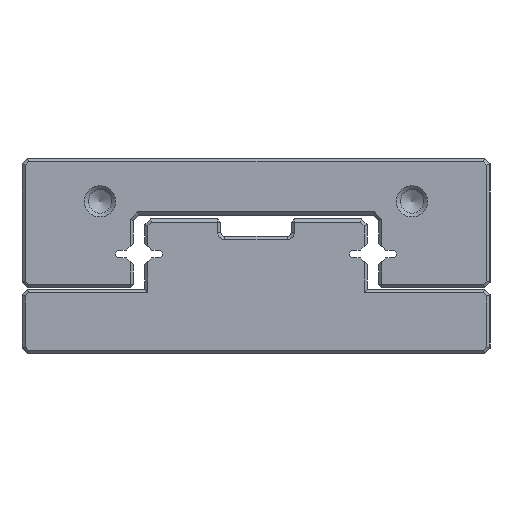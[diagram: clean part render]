
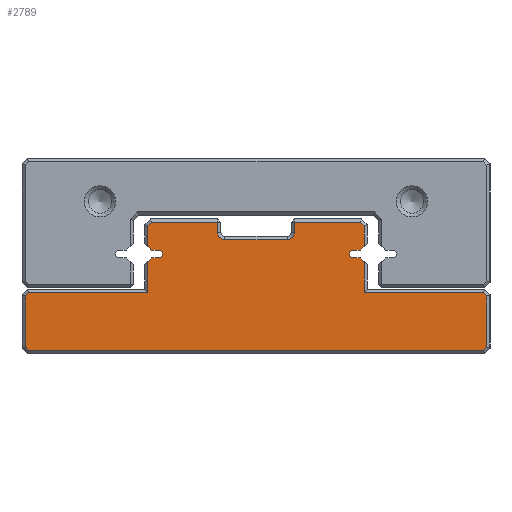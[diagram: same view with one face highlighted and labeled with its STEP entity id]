
A CAD part, left-side view. The second image highlights one B-rep face of the part: STEP entity #2789.
In plain terms, the highlighted planar face has unit normal (-1, 0, 0).
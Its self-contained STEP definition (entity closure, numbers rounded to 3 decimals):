
#2179=CIRCLE('',#21959,0.5);
#2185=CIRCLE('',#21979,0.5);
#2193=CIRCLE('',#21993,0.9);
#2194=CIRCLE('',#21994,0.9);
#2789=ADVANCED_FACE('',(#5123),#4180,.T.);
#4180=PLANE('',#21995);
#5123=FACE_OUTER_BOUND('',#5989,.T.);
#5989=EDGE_LOOP('',(#8251,#8252,#8253,#8254,#8255,#8256,#8257,#8258,#8259,
#8260,#8261,#8262,#8263,#8264,#8265,#8266,#8267,#8268,#8269,#8270,#8271,
#8272,#8273,#8274,#8275,#8276,#8277,#8278,#8279,#8280,#8281,#8282));
#8251=ORIENTED_EDGE('',*,*,#15550,.F.);
#8252=ORIENTED_EDGE('',*,*,#15598,.T.);
#8253=ORIENTED_EDGE('',*,*,#15599,.T.);
#8254=ORIENTED_EDGE('',*,*,#15600,.T.);
#8255=ORIENTED_EDGE('',*,*,#15601,.T.);
#8256=ORIENTED_EDGE('',*,*,#15602,.T.);
#8257=ORIENTED_EDGE('',*,*,#15603,.T.);
#8258=ORIENTED_EDGE('',*,*,#15604,.T.);
#8259=ORIENTED_EDGE('',*,*,#15605,.T.);
#8260=ORIENTED_EDGE('',*,*,#15606,.T.);
#8261=ORIENTED_EDGE('',*,*,#15607,.T.);
#8262=ORIENTED_EDGE('',*,*,#15608,.T.);
#8263=ORIENTED_EDGE('',*,*,#15514,.F.);
#8264=ORIENTED_EDGE('',*,*,#15508,.F.);
#8265=ORIENTED_EDGE('',*,*,#15505,.F.);
#8266=ORIENTED_EDGE('',*,*,#15502,.F.);
#8267=ORIENTED_EDGE('',*,*,#15500,.F.);
#8268=ORIENTED_EDGE('',*,*,#15609,.T.);
#8269=ORIENTED_EDGE('',*,*,#15610,.T.);
#8270=ORIENTED_EDGE('',*,*,#15611,.T.);
#8271=ORIENTED_EDGE('',*,*,#15612,.T.);
#8272=ORIENTED_EDGE('',*,*,#15613,.T.);
#8273=ORIENTED_EDGE('',*,*,#15614,.T.);
#8274=ORIENTED_EDGE('',*,*,#15615,.T.);
#8275=ORIENTED_EDGE('',*,*,#15616,.T.);
#8276=ORIENTED_EDGE('',*,*,#15617,.T.);
#8277=ORIENTED_EDGE('',*,*,#15618,.T.);
#8278=ORIENTED_EDGE('',*,*,#15619,.T.);
#8279=ORIENTED_EDGE('',*,*,#15564,.F.);
#8280=ORIENTED_EDGE('',*,*,#15558,.F.);
#8281=ORIENTED_EDGE('',*,*,#15555,.F.);
#8282=ORIENTED_EDGE('',*,*,#15552,.F.);
#13519=VERTEX_POINT('',#29945);
#13520=VERTEX_POINT('',#29947);
#13521=VERTEX_POINT('',#29951);
#13523=VERTEX_POINT('',#29957);
#13525=VERTEX_POINT('',#29963);
#13530=VERTEX_POINT('',#29975);
#13559=VERTEX_POINT('',#30049);
#13560=VERTEX_POINT('',#30051);
#13561=VERTEX_POINT('',#30055);
#13563=VERTEX_POINT('',#30061);
#13565=VERTEX_POINT('',#30067);
#13570=VERTEX_POINT('',#30079);
#13599=VERTEX_POINT('',#30146);
#13600=VERTEX_POINT('',#30148);
#13601=VERTEX_POINT('',#30150);
#13602=VERTEX_POINT('',#30152);
#13603=VERTEX_POINT('',#30154);
#13604=VERTEX_POINT('',#30156);
#13605=VERTEX_POINT('',#30158);
#13606=VERTEX_POINT('',#30160);
#13607=VERTEX_POINT('',#30162);
#13608=VERTEX_POINT('',#30164);
#13609=VERTEX_POINT('',#30167);
#13610=VERTEX_POINT('',#30169);
#13611=VERTEX_POINT('',#30171);
#13612=VERTEX_POINT('',#30173);
#13613=VERTEX_POINT('',#30175);
#13614=VERTEX_POINT('',#30177);
#13615=VERTEX_POINT('',#30179);
#13616=VERTEX_POINT('',#30181);
#13617=VERTEX_POINT('',#30183);
#13618=VERTEX_POINT('',#30185);
#15500=EDGE_CURVE('',#13519,#13520,#18152,.T.);
#15502=EDGE_CURVE('',#13520,#13521,#18154,.T.);
#15505=EDGE_CURVE('',#13521,#13523,#2179,.T.);
#15508=EDGE_CURVE('',#13523,#13525,#18158,.T.);
#15514=EDGE_CURVE('',#13525,#13530,#18164,.T.);
#15550=EDGE_CURVE('',#13559,#13560,#18196,.T.);
#15552=EDGE_CURVE('',#13560,#13561,#18198,.T.);
#15555=EDGE_CURVE('',#13561,#13563,#2185,.T.);
#15558=EDGE_CURVE('',#13563,#13565,#18202,.T.);
#15564=EDGE_CURVE('',#13565,#13570,#18208,.T.);
#15598=EDGE_CURVE('',#13559,#13599,#18236,.T.);
#15599=EDGE_CURVE('',#13599,#13600,#18237,.T.);
#15600=EDGE_CURVE('',#13600,#13601,#18238,.T.);
#15601=EDGE_CURVE('',#13601,#13602,#18239,.T.);
#15602=EDGE_CURVE('',#13602,#13603,#2193,.T.);
#15603=EDGE_CURVE('',#13603,#13604,#18240,.T.);
#15604=EDGE_CURVE('',#13604,#13605,#2194,.T.);
#15605=EDGE_CURVE('',#13605,#13606,#18241,.T.);
#15606=EDGE_CURVE('',#13606,#13607,#18242,.T.);
#15607=EDGE_CURVE('',#13607,#13608,#18243,.T.);
#15608=EDGE_CURVE('',#13608,#13530,#18244,.T.);
#15609=EDGE_CURVE('',#13519,#13609,#18245,.T.);
#15610=EDGE_CURVE('',#13609,#13610,#18246,.T.);
#15611=EDGE_CURVE('',#13610,#13611,#18247,.T.);
#15612=EDGE_CURVE('',#13611,#13612,#18248,.T.);
#15613=EDGE_CURVE('',#13612,#13613,#18249,.T.);
#15614=EDGE_CURVE('',#13613,#13614,#18250,.T.);
#15615=EDGE_CURVE('',#13614,#13615,#18251,.T.);
#15616=EDGE_CURVE('',#13615,#13616,#18252,.T.);
#15617=EDGE_CURVE('',#13616,#13617,#18253,.T.);
#15618=EDGE_CURVE('',#13617,#13618,#18254,.T.);
#15619=EDGE_CURVE('',#13618,#13570,#18255,.T.);
#18152=LINE('',#29946,#20027);
#18154=LINE('',#29950,#20029);
#18158=LINE('',#29962,#20033);
#18164=LINE('',#29974,#20039);
#18196=LINE('',#30050,#20071);
#18198=LINE('',#30054,#20073);
#18202=LINE('',#30066,#20077);
#18208=LINE('',#30078,#20083);
#18236=LINE('',#30145,#20111);
#18237=LINE('',#30147,#20112);
#18238=LINE('',#30149,#20113);
#18239=LINE('',#30151,#20114);
#18240=LINE('',#30155,#20115);
#18241=LINE('',#30159,#20116);
#18242=LINE('',#30161,#20117);
#18243=LINE('',#30163,#20118);
#18244=LINE('',#30165,#20119);
#18245=LINE('',#30166,#20120);
#18246=LINE('',#30168,#20121);
#18247=LINE('',#30170,#20122);
#18248=LINE('',#30172,#20123);
#18249=LINE('',#30174,#20124);
#18250=LINE('',#30176,#20125);
#18251=LINE('',#30178,#20126);
#18252=LINE('',#30180,#20127);
#18253=LINE('',#30182,#20128);
#18254=LINE('',#30184,#20129);
#18255=LINE('',#30186,#20130);
#20027=VECTOR('',#24031,1.);
#20029=VECTOR('',#24035,1.);
#20033=VECTOR('',#24047,1.);
#20039=VECTOR('',#24055,1.);
#20071=VECTOR('',#24115,1.);
#20073=VECTOR('',#24119,1.);
#20077=VECTOR('',#24131,1.);
#20083=VECTOR('',#24139,1.);
#20111=VECTOR('',#24187,1.);
#20112=VECTOR('',#24188,1.);
#20113=VECTOR('',#24189,1.);
#20114=VECTOR('',#24190,1.);
#20115=VECTOR('',#24193,1.);
#20116=VECTOR('',#24196,1.);
#20117=VECTOR('',#24197,1.);
#20118=VECTOR('',#24198,1.);
#20119=VECTOR('',#24199,1.);
#20120=VECTOR('',#24200,1.);
#20121=VECTOR('',#24201,1.);
#20122=VECTOR('',#24202,1.);
#20123=VECTOR('',#24203,1.);
#20124=VECTOR('',#24204,1.);
#20125=VECTOR('',#24205,1.);
#20126=VECTOR('',#24206,1.);
#20127=VECTOR('',#24207,1.);
#20128=VECTOR('',#24208,1.);
#20129=VECTOR('',#24209,1.);
#20130=VECTOR('',#24210,1.);
#21959=AXIS2_PLACEMENT_3D('',#29956,#24040,#24041);
#21979=AXIS2_PLACEMENT_3D('',#30060,#24124,#24125);
#21993=AXIS2_PLACEMENT_3D('',#30153,#24191,#24192);
#21994=AXIS2_PLACEMENT_3D('',#30157,#24194,#24195);
#21995=AXIS2_PLACEMENT_3D('',#30187,#24211,#24212);
#24031=DIRECTION('',(0.,-0.707,0.707));
#24035=DIRECTION('',(0.,-1.,0.));
#24040=DIRECTION('',(-1.,0.,0.));
#24041=DIRECTION('',(0.,1.,0.));
#24047=DIRECTION('',(0.,1.,0.));
#24055=DIRECTION('',(0.,0.707,0.707));
#24115=DIRECTION('',(0.,0.707,-0.707));
#24119=DIRECTION('',(0.,1.,0.));
#24124=DIRECTION('',(-1.,0.,0.));
#24125=DIRECTION('',(0.,1.,0.));
#24131=DIRECTION('',(0.,-1.,0.));
#24139=DIRECTION('',(0.,-0.707,-0.707));
#24187=DIRECTION('',(0.,0.,1.));
#24188=DIRECTION('',(0.,0.707,0.707));
#24189=DIRECTION('',(0.,1.,0.));
#24190=DIRECTION('',(0.,0.,-1.));
#24191=DIRECTION('',(1.,0.,0.));
#24192=DIRECTION('',(0.,0.,1.));
#24193=DIRECTION('',(0.,1.,0.));
#24194=DIRECTION('',(1.,0.,0.));
#24195=DIRECTION('',(0.,0.,1.));
#24196=DIRECTION('',(0.,0.,1.));
#24197=DIRECTION('',(0.,1.,0.));
#24198=DIRECTION('',(0.,0.707,-0.707));
#24199=DIRECTION('',(0.,0.,-1.));
#24200=DIRECTION('',(0.,0.,-1.));
#24201=DIRECTION('',(0.,1.,0.));
#24202=DIRECTION('',(0.,0.707,-0.707));
#24203=DIRECTION('',(0.,0.,-1.));
#24204=DIRECTION('',(0.,-0.707,-0.707));
#24205=DIRECTION('',(0.,-1.,0.));
#24206=DIRECTION('',(0.,-0.707,0.707));
#24207=DIRECTION('',(0.,0.,1.));
#24208=DIRECTION('',(0.,0.707,0.707));
#24209=DIRECTION('',(0.,1.,0.));
#24210=DIRECTION('',(0.,0.,1.));
#24211=DIRECTION('',(-1.,0.,0.));
#24212=DIRECTION('',(0.,0.,1.));
#29945=CARTESIAN_POINT('',(80.,43.85,11.779));
#29946=CARTESIAN_POINT('',(80.,44.25,11.379));
#29947=CARTESIAN_POINT('',(80.,43.379,12.25));
#29950=CARTESIAN_POINT('',(80.,43.379,12.25));
#29951=CARTESIAN_POINT('',(80.,42.5,12.25));
#29956=CARTESIAN_POINT('',(80.,42.5,12.75));
#29957=CARTESIAN_POINT('',(80.,42.5,13.25));
#29962=CARTESIAN_POINT('',(80.,42.5,13.25));
#29963=CARTESIAN_POINT('',(80.,43.379,13.25));
#29974=CARTESIAN_POINT('',(80.,43.379,13.25));
#29975=CARTESIAN_POINT('',(80.,43.85,13.721));
#30049=CARTESIAN_POINT('',(80.,16.15,13.721));
#30050=CARTESIAN_POINT('',(80.,15.75,14.121));
#30051=CARTESIAN_POINT('',(80.,16.621,13.25));
#30054=CARTESIAN_POINT('',(80.,16.621,13.25));
#30055=CARTESIAN_POINT('',(80.,17.5,13.25));
#30060=CARTESIAN_POINT('',(80.,17.5,12.75));
#30061=CARTESIAN_POINT('',(80.,17.5,12.25));
#30066=CARTESIAN_POINT('',(80.,17.5,12.25));
#30067=CARTESIAN_POINT('',(80.,16.621,12.25));
#30078=CARTESIAN_POINT('',(80.,16.621,12.25));
#30079=CARTESIAN_POINT('',(80.,16.15,11.779));
#30145=CARTESIAN_POINT('',(80.,16.15,16.55));
#30146=CARTESIAN_POINT('',(80.,16.15,16.384));
#30147=CARTESIAN_POINT('',(80.,27.508,27.742));
#30148=CARTESIAN_POINT('',(80.,16.616,16.85));
#30149=CARTESIAN_POINT('',(80.,25.5,16.85));
#30150=CARTESIAN_POINT('',(80.,25.1,16.85));
#30151=CARTESIAN_POINT('',(80.,25.1,15.5));
#30152=CARTESIAN_POINT('',(80.,25.1,15.5));
#30153=CARTESIAN_POINT('',(80.,26.,15.5));
#30154=CARTESIAN_POINT('',(80.,26.,14.6));
#30155=CARTESIAN_POINT('',(80.,34.,14.6));
#30156=CARTESIAN_POINT('',(80.,34.,14.6));
#30157=CARTESIAN_POINT('',(80.,34.,15.5));
#30158=CARTESIAN_POINT('',(80.,34.9,15.5));
#30159=CARTESIAN_POINT('',(80.,34.9,17.25));
#30160=CARTESIAN_POINT('',(80.,34.9,16.85));
#30161=CARTESIAN_POINT('',(80.,43.55,16.85));
#30162=CARTESIAN_POINT('',(80.,43.384,16.85));
#30163=CARTESIAN_POINT('',(80.,44.992,15.242));
#30164=CARTESIAN_POINT('',(80.,43.85,16.384));
#30165=CARTESIAN_POINT('',(80.,43.85,14.121));
#30166=CARTESIAN_POINT('',(80.,43.85,8.25));
#30167=CARTESIAN_POINT('',(80.,43.85,7.85));
#30168=CARTESIAN_POINT('',(80.,59.3,7.85));
#30169=CARTESIAN_POINT('',(80.,59.134,7.85));
#30170=CARTESIAN_POINT('',(80.,48.367,18.617));
#30171=CARTESIAN_POINT('',(80.,59.6,7.384));
#30172=CARTESIAN_POINT('',(80.,59.6,0.7));
#30173=CARTESIAN_POINT('',(80.,59.6,0.866));
#30174=CARTESIAN_POINT('',(80.,56.992,-1.742));
#30175=CARTESIAN_POINT('',(80.,59.134,0.4));
#30176=CARTESIAN_POINT('',(80.,0.7,0.4));
#30177=CARTESIAN_POINT('',(80.,0.866,0.4));
#30178=CARTESIAN_POINT('',(80.,15.508,-14.242));
#30179=CARTESIAN_POINT('',(80.,0.4,0.866));
#30180=CARTESIAN_POINT('',(80.,0.4,7.55));
#30181=CARTESIAN_POINT('',(80.,0.4,7.384));
#30182=CARTESIAN_POINT('',(80.,24.133,31.117));
#30183=CARTESIAN_POINT('',(80.,0.866,7.85));
#30184=CARTESIAN_POINT('',(80.,15.75,7.85));
#30185=CARTESIAN_POINT('',(80.,16.15,7.85));
#30186=CARTESIAN_POINT('',(80.,16.15,11.379));
#30187=CARTESIAN_POINT('',(80.,42.5,12.75));
